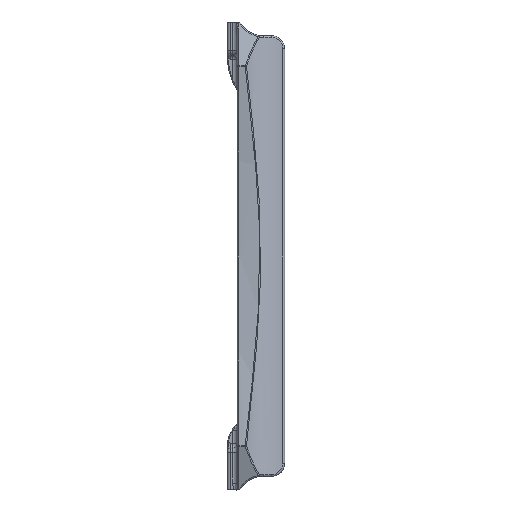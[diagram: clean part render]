
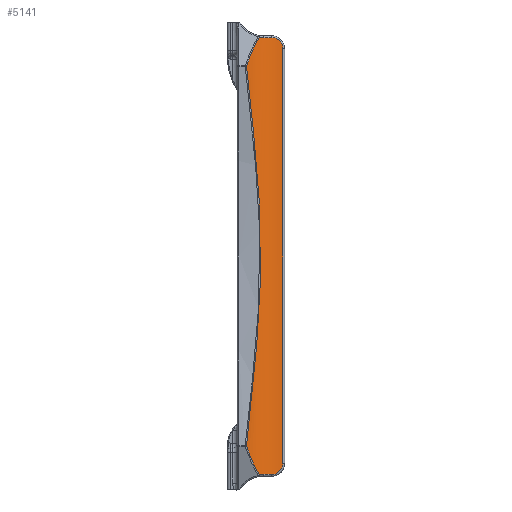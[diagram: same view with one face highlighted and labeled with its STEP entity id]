
A CAD part, left-side view. The second image highlights one B-rep face of the part: STEP entity #5141.
In plain terms, the highlighted cylindrical face has radius 58.11 mm (diameter 116.221 mm), a partial arc.
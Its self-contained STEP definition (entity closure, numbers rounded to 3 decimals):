
#123=B_SPLINE_CURVE_WITH_KNOTS('',3,(#9052,#9053,#9054,#9055),
 .UNSPECIFIED.,.F.,.F.,(4,4),(2.671,3.291),
 .UNSPECIFIED.);
#126=B_SPLINE_CURVE_WITH_KNOTS('',3,(#9113,#9114,#9115,#9116,#9117,#9118,
#9119),.UNSPECIFIED.,.F.,.F.,(4,1,1,1,4),(0.,0.588,1.175,
1.763,2.057),.UNSPECIFIED.);
#128=B_SPLINE_CURVE_WITH_KNOTS('',3,(#9171,#9172,#9173,#9174,#9175,#9176,
#9177),.UNSPECIFIED.,.F.,.F.,(4,1,1,1,4),(0.,0.588,0.881,
1.469,2.057),.UNSPECIFIED.);
#130=B_SPLINE_CURVE_WITH_KNOTS('',3,(#9208,#9209,#9210,#9211),
 .UNSPECIFIED.,.F.,.F.,(4,4),(0.,0.619),.UNSPECIFIED.);
#131=B_SPLINE_CURVE_WITH_KNOTS('',3,(#9307,#9308,#9309,#9310,#9311,#9312,
#9313,#9314,#9315,#9316),.UNSPECIFIED.,.F.,.F.,(4,1,1,1,1,1,1,4),(-47.066,
-40.876,-34.685,-28.494,-22.304,
-16.113,-9.922,-3.732),.UNSPECIFIED.);
#457=FACE_OUTER_BOUND('',#772,.T.);
#772=EDGE_LOOP('',(#4078,#4079,#4080,#4081,#4082,#4083,#4084,#4085,#4086,
#4087));
#955=ELLIPSE('',#5601,175.077,58.11);
#957=ELLIPSE('',#5605,175.077,58.11);
#1113=CIRCLE('',#5575,58.11);
#1119=CIRCLE('',#5583,58.11);
#1425=LINE('',#9125,#1820);
#1820=VECTOR('',#6622,10.);
#2288=VERTEX_POINT('',#9014);
#2292=VERTEX_POINT('',#9025);
#2295=VERTEX_POINT('',#9051);
#2297=VERTEX_POINT('',#9063);
#2299=VERTEX_POINT('',#9103);
#2301=VERTEX_POINT('',#9121);
#2303=VERTEX_POINT('',#9161);
#2305=VERTEX_POINT('',#9179);
#2312=VERTEX_POINT('',#9254);
#2317=VERTEX_POINT('',#9264);
#2894=EDGE_CURVE('',#2292,#2295,#123,.T.);
#2899=EDGE_CURVE('',#2295,#2297,#1113,.T.);
#2902=EDGE_CURVE('',#2297,#2299,#126,.T.);
#2905=EDGE_CURVE('',#2299,#2301,#1425,.T.);
#2908=EDGE_CURVE('',#2301,#2303,#128,.T.);
#2911=EDGE_CURVE('',#2303,#2305,#1119,.T.);
#2913=EDGE_CURVE('',#2305,#2288,#130,.T.);
#2929=EDGE_CURVE('',#2312,#2317,#131,.T.);
#2931=EDGE_CURVE('',#2317,#2292,#955,.T.);
#2937=EDGE_CURVE('',#2288,#2312,#957,.T.);
#4078=ORIENTED_EDGE('',*,*,#2929,.F.);
#4079=ORIENTED_EDGE('',*,*,#2937,.F.);
#4080=ORIENTED_EDGE('',*,*,#2913,.F.);
#4081=ORIENTED_EDGE('',*,*,#2911,.F.);
#4082=ORIENTED_EDGE('',*,*,#2908,.F.);
#4083=ORIENTED_EDGE('',*,*,#2905,.F.);
#4084=ORIENTED_EDGE('',*,*,#2902,.F.);
#4085=ORIENTED_EDGE('',*,*,#2899,.F.);
#4086=ORIENTED_EDGE('',*,*,#2894,.F.);
#4087=ORIENTED_EDGE('',*,*,#2931,.F.);
#4930=CYLINDRICAL_SURFACE('',#5633,58.11);
#5141=ADVANCED_FACE('',(#457),#4930,.F.);
#5575=AXIS2_PLACEMENT_3D('',#9067,#6613,#6614);
#5583=AXIS2_PLACEMENT_3D('',#9183,#6631,#6632);
#5601=AXIS2_PLACEMENT_3D('',#9343,#6669,#6670);
#5605=AXIS2_PLACEMENT_3D('',#9367,#6681,#6682);
#5633=AXIS2_PLACEMENT_3D('',#9471,#6754,#6755);
#6613=DIRECTION('center_axis',(0.,0.,-1.));
#6614=DIRECTION('ref_axis',(0.941,0.339,0.));
#6622=DIRECTION('',(0.,0.,-1.));
#6631=DIRECTION('center_axis',(0.,0.,1.));
#6632=DIRECTION('ref_axis',(0.941,0.339,0.));
#6669=DIRECTION('center_axis',(0.943,0.,-0.332));
#6670=DIRECTION('ref_axis',(0.332,0.,0.943));
#6681=DIRECTION('center_axis',(0.943,0.,0.332));
#6682=DIRECTION('ref_axis',(0.332,0.,-0.943));
#6754=DIRECTION('center_axis',(0.,0.,1.));
#6755=DIRECTION('ref_axis',(1.,0.,0.));
#9014=CARTESIAN_POINT('',(-62.644,8.81,-248.477));
#9025=CARTESIAN_POINT('',(-62.644,8.81,248.477));
#9051=CARTESIAN_POINT('',(-59.958,3.487,248.));
#9052=CARTESIAN_POINT('Ctrl Pts',(-62.644,8.81,248.477));
#9053=CARTESIAN_POINT('Ctrl Pts',(-61.666,7.096,248.168));
#9054=CARTESIAN_POINT('Ctrl Pts',(-60.765,5.313,248.));
#9055=CARTESIAN_POINT('Ctrl Pts',(-59.958,3.487,248.));
#9063=CARTESIAN_POINT('',(-56.838,-5.499,248.));
#9067=CARTESIAN_POINT('Origin',(-113.11,-20.,248.));
#9103=CARTESIAN_POINT('',(-55.032,-18.067,235.));
#9113=CARTESIAN_POINT('Ctrl Pts',(-56.838,-5.499,248.));
#9114=CARTESIAN_POINT('Ctrl Pts',(-56.366,-7.333,248.));
#9115=CARTESIAN_POINT('Ctrl Pts',(-55.611,-11.056,247.152));
#9116=CARTESIAN_POINT('Ctrl Pts',(-55.128,-15.627,243.438));
#9117=CARTESIAN_POINT('Ctrl Pts',(-55.044,-17.747,238.918));
#9118=CARTESIAN_POINT('Ctrl Pts',(-55.032,-18.067,235.979));
#9119=CARTESIAN_POINT('Ctrl Pts',(-55.032,-18.067,235.));
#9121=CARTESIAN_POINT('',(-55.032,-18.067,-235.));
#9125=CARTESIAN_POINT('',(-55.032,-18.067,0.));
#9161=CARTESIAN_POINT('',(-56.838,-5.499,-248.));
#9171=CARTESIAN_POINT('Ctrl Pts',(-55.032,-18.067,-235.));
#9172=CARTESIAN_POINT('Ctrl Pts',(-55.032,-18.067,-236.959));
#9173=CARTESIAN_POINT('Ctrl Pts',(-55.047,-17.41,-239.894));
#9174=CARTESIAN_POINT('Ctrl Pts',(-55.207,-14.862,-244.056));
#9175=CARTESIAN_POINT('Ctrl Pts',(-55.612,-11.056,-247.152));
#9176=CARTESIAN_POINT('Ctrl Pts',(-56.366,-7.333,-248.));
#9177=CARTESIAN_POINT('Ctrl Pts',(-56.838,-5.499,-248.));
#9179=CARTESIAN_POINT('',(-59.958,3.487,-248.));
#9183=CARTESIAN_POINT('Origin',(-113.11,-20.,-248.));
#9208=CARTESIAN_POINT('Ctrl Pts',(-59.958,3.487,-248.));
#9209=CARTESIAN_POINT('Ctrl Pts',(-60.765,5.313,-248.));
#9210=CARTESIAN_POINT('Ctrl Pts',(-61.666,7.096,-248.168));
#9211=CARTESIAN_POINT('Ctrl Pts',(-62.644,8.81,-248.477));
#9254=CARTESIAN_POINT('',(-74.293,23.244,-215.372));
#9264=CARTESIAN_POINT('',(-74.293,23.244,215.372));
#9307=CARTESIAN_POINT('Ctrl Pts',(-74.293,23.244,-215.372));
#9308=CARTESIAN_POINT('Ctrl Pts',(-71.892,21.088,-195.009));
#9309=CARTESIAN_POINT('Ctrl Pts',(-67.772,16.66,-154.208));
#9310=CARTESIAN_POINT('Ctrl Pts',(-63.637,10.678,-92.749));
#9311=CARTESIAN_POINT('Ctrl Pts',(-61.556,6.826,-30.978));
#9312=CARTESIAN_POINT('Ctrl Pts',(-61.556,6.824,30.978));
#9313=CARTESIAN_POINT('Ctrl Pts',(-63.637,10.678,92.749));
#9314=CARTESIAN_POINT('Ctrl Pts',(-67.772,16.661,154.208));
#9315=CARTESIAN_POINT('Ctrl Pts',(-71.892,21.088,195.009));
#9316=CARTESIAN_POINT('Ctrl Pts',(-74.293,23.244,215.372));
#9343=CARTESIAN_POINT('Origin',(-113.11,-20.,105.051));
#9367=CARTESIAN_POINT('Origin',(-113.11,-20.,-105.051));
#9471=CARTESIAN_POINT('Origin',(-113.11,-20.,0.));
